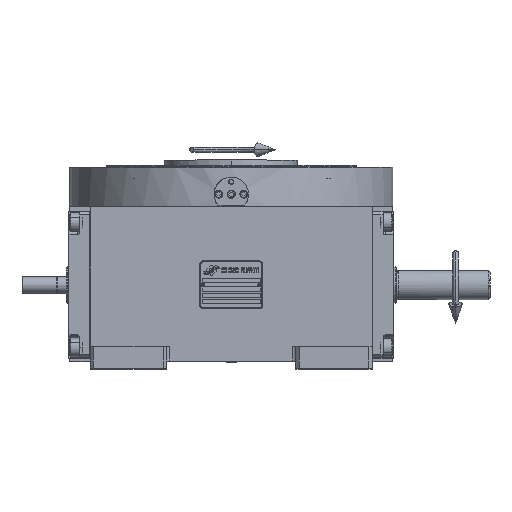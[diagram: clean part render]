
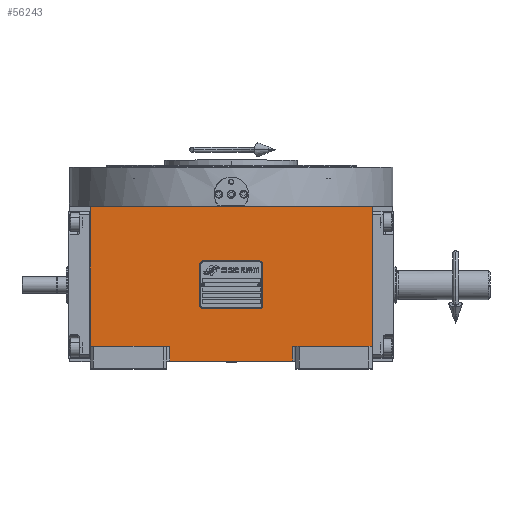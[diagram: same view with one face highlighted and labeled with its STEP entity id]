
A CAD part, top view. The second image highlights one B-rep face of the part: STEP entity #56243.
In plain terms, the highlighted planar face has unit normal (0, 0, 1).
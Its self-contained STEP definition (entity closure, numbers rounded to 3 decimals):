
#312 = VERTEX_POINT ( 'NONE', #26543 ) ;
#1353 = ORIENTED_EDGE ( 'NONE', *, *, #38156, .T. ) ;
#1571 = DIRECTION ( 'NONE',  ( 0., 1., 0. ) ) ;
#2175 = LINE ( 'NONE', #16326, #40710 ) ;
#4891 = VERTEX_POINT ( 'NONE', #49707 ) ;
#5180 = CARTESIAN_POINT ( 'NONE',  ( 59., -59., 226. ) ) ;
#5200 = DIRECTION ( 'NONE',  ( 0., 1., 0. ) ) ;
#5382 = ORIENTED_EDGE ( 'NONE', *, *, #7961, .T. ) ;
#6128 = DIRECTION ( 'NONE',  ( 1., 0., 0. ) ) ;
#6765 = VECTOR ( 'NONE', #6128, 1000. ) ;
#7654 = CARTESIAN_POINT ( 'NONE',  ( -135., -59., 226. ) ) ;
#7961 = EDGE_CURVE ( 'NONE', #26549, #64897, #64272, .T. ) ;
#11161 = CARTESIAN_POINT ( 'NONE',  ( -59., -73., 226. ) ) ;
#12354 = ORIENTED_EDGE ( 'NONE', *, *, #41211, .F. ) ;
#15061 = LINE ( 'NONE', #11161, #39980 ) ;
#15975 = LINE ( 'NONE', #21569, #36192 ) ;
#16195 = EDGE_CURVE ( 'NONE', #21356, #64897, #15061, .T. ) ;
#16326 = CARTESIAN_POINT ( 'NONE',  ( 59., -59., 226. ) ) ;
#17308 = VERTEX_POINT ( 'NONE', #48474 ) ;
#21356 = VERTEX_POINT ( 'NONE', #59849 ) ;
#21569 = CARTESIAN_POINT ( 'NONE',  ( -59., -73., 226. ) ) ;
#21641 = DIRECTION ( 'NONE',  ( 1., 0., 0. ) ) ;
#26438 = DIRECTION ( 'NONE',  ( 1., 0., 0. ) ) ;
#26543 = CARTESIAN_POINT ( 'NONE',  ( 135., -59., 226. ) ) ;
#26549 = VERTEX_POINT ( 'NONE', #7654 ) ;
#27700 = VERTEX_POINT ( 'NONE', #40179 ) ;
#28670 = ORIENTED_EDGE ( 'NONE', *, *, #51272, .T. ) ;
#29808 = VERTEX_POINT ( 'NONE', #57949 ) ;
#30856 = VECTOR ( 'NONE', #1571, 1000. ) ;
#32840 = DIRECTION ( 'NONE',  ( 0., 1., 0. ) ) ;
#33101 = CARTESIAN_POINT ( 'NONE',  ( -135., -59., 226. ) ) ;
#36192 = VECTOR ( 'NONE', #26438, 1000. ) ;
#37053 = ORIENTED_EDGE ( 'NONE', *, *, #16195, .F. ) ;
#37256 = EDGE_CURVE ( 'NONE', #4891, #312, #2175, .T. ) ;
#37756 = LINE ( 'NONE', #5180, #59836 ) ;
#38156 = EDGE_CURVE ( 'NONE', #312, #29808, #59828, .T. ) ;
#38280 = PLANE ( 'NONE',  #51101 ) ;
#38626 = FACE_OUTER_BOUND ( 'NONE', #39313, .T. ) ;
#39139 = CARTESIAN_POINT ( 'NONE',  ( 135., -59., 226. ) ) ;
#39313 = EDGE_LOOP ( 'NONE', ( #28670, #45048, #44380, #1353, #12354, #57812, #5382, #37053 ) ) ;
#39980 = VECTOR ( 'NONE', #5200, 1000. ) ;
#40179 = CARTESIAN_POINT ( 'NONE',  ( -135., 75., 226. ) ) ;
#40710 = VECTOR ( 'NONE', #48515, 1000. ) ;
#41211 = EDGE_CURVE ( 'NONE', #27700, #29808, #63654, .T. ) ;
#44380 = ORIENTED_EDGE ( 'NONE', *, *, #37256, .T. ) ;
#44990 = CARTESIAN_POINT ( 'NONE',  ( -135., -59., 226. ) ) ;
#45048 = ORIENTED_EDGE ( 'NONE', *, *, #63922, .F. ) ;
#47454 = VECTOR ( 'NONE', #32840, 1000. ) ;
#48447 = DIRECTION ( 'NONE',  ( 0., 0., 1. ) ) ;
#48474 = CARTESIAN_POINT ( 'NONE',  ( 59., -73., 226. ) ) ;
#48515 = DIRECTION ( 'NONE',  ( 1., 0., 0. ) ) ;
#49707 = CARTESIAN_POINT ( 'NONE',  ( 59., -59., 226. ) ) ;
#51101 = AXIS2_PLACEMENT_3D ( 'NONE', #60009, #48447, #64552 ) ;
#51272 = EDGE_CURVE ( 'NONE', #21356, #17308, #15975, .T. ) ;
#53233 = EDGE_CURVE ( 'NONE', #26549, #27700, #65645, .T. ) ;
#56243 = ADVANCED_FACE ( 'NONE', ( #38626 ), #38280, .T. ) ;
#57812 = ORIENTED_EDGE ( 'NONE', *, *, #53233, .F. ) ;
#57949 = CARTESIAN_POINT ( 'NONE',  ( 135., 75., 226. ) ) ;
#58449 = DIRECTION ( 'NONE',  ( 0., -1., 0. ) ) ;
#59828 = LINE ( 'NONE', #39139, #47454 ) ;
#59836 = VECTOR ( 'NONE', #58449, 1000. ) ;
#59849 = CARTESIAN_POINT ( 'NONE',  ( -59., -73., 226. ) ) ;
#60009 = CARTESIAN_POINT ( 'NONE',  ( -135., -73., 226. ) ) ;
#62439 = CARTESIAN_POINT ( 'NONE',  ( -59., -59., 226. ) ) ;
#63654 = LINE ( 'NONE', #69250, #66862 ) ;
#63922 = EDGE_CURVE ( 'NONE', #4891, #17308, #37756, .T. ) ;
#64272 = LINE ( 'NONE', #33101, #6765 ) ;
#64552 = DIRECTION ( 'NONE',  ( 1., 0., 0. ) ) ;
#64897 = VERTEX_POINT ( 'NONE', #62439 ) ;
#65645 = LINE ( 'NONE', #44990, #30856 ) ;
#66862 = VECTOR ( 'NONE', #21641, 1000. ) ;
#69250 = CARTESIAN_POINT ( 'NONE',  ( -135., 75., 226. ) ) ;
